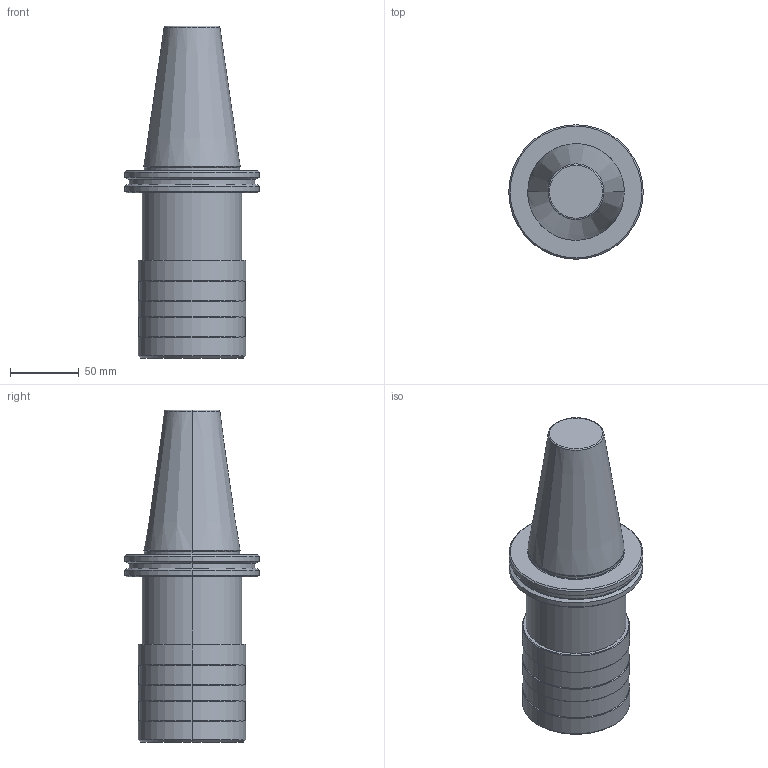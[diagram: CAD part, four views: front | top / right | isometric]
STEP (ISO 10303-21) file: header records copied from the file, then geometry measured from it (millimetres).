
FILE_DESCRIPTION (( 'STEP AP203' ), '1' );
FILE_NAME ('SK50 KWFLK3 139.0.STEP', '2019-05-06T07:15:42', ( '' ), ( '' ), 'SwSTEP 2.0', 'SolidWorks 2014', '' );
FILE_SCHEMA (( 'CONFIG_CONTROL_DESIGN' ));
Length unit declared in the file: millimetre
Products named in the file (1): SK50 KWFLK3 139.0
Bounding box: 97.5 x 97.5 x 240.75 mm (x, y, z)
Volume: 910314.1 mm3; surface area: 66263.9 mm2
Topology: 1 solids, 1 shells, 55 faces, 120 edges, 72 vertices
Faces by surface type: cone 24, cylinder 20, plane 7, bspline 4
Entity records: 1857 total; most frequent: CARTESIAN_POINT 540, DIRECTION 292, ORIENTED_EDGE 240, AXIS2_PLACEMENT_3D 124, EDGE_CURVE 120, VERTEX_POINT 72, CIRCLE 72, EDGE_LOOP 60
